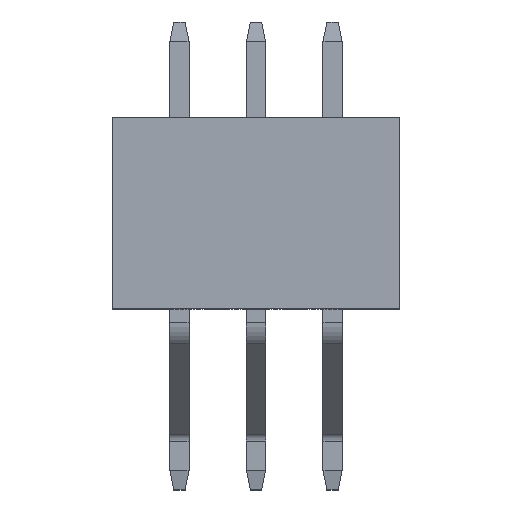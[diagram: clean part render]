
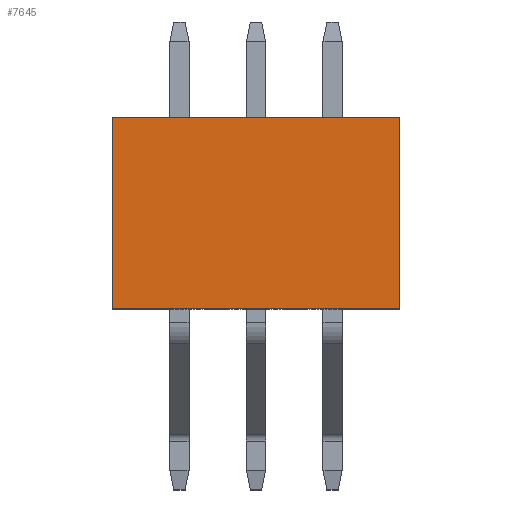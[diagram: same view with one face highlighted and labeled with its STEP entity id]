
A CAD part, top view. The second image highlights one B-rep face of the part: STEP entity #7645.
In plain terms, the highlighted planar face has unit normal (0, 0, 1).
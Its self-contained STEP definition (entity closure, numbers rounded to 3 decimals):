
#1324=ORIENTED_EDGE('',*,*,#2395,.T.);
#1325=ORIENTED_EDGE('',*,*,#2422,.F.);
#1326=ORIENTED_EDGE('',*,*,#2402,.F.);
#1327=ORIENTED_EDGE('',*,*,#2423,.T.);
#2395=EDGE_CURVE('',#2974,#2973,#3598,.T.);
#2402=EDGE_CURVE('',#2977,#2978,#3603,.T.);
#2422=EDGE_CURVE('',#2978,#2973,#3614,.T.);
#2423=EDGE_CURVE('',#2977,#2974,#3615,.T.);
#2973=VERTEX_POINT('',#10748);
#2974=VERTEX_POINT('',#10750);
#2977=VERTEX_POINT('',#10760);
#2978=VERTEX_POINT('',#10762);
#3598=LINE('',#10749,#4282);
#3603=LINE('',#10761,#4287);
#3614=LINE('',#10792,#4298);
#3615=LINE('',#10794,#4299);
#4282=VECTOR('',#9147,1000.);
#4287=VECTOR('',#9158,1000.);
#4298=VECTOR('',#9189,1000.);
#4299=VECTOR('',#9192,1000.);
#4661=EDGE_LOOP('',(#1324,#1325,#1326,#1327));
#4981=FACE_BOUND('',#4661,.T.);
#5270=PLANE('',#8013);
#7645=ADVANCED_FACE('',(#4981),#5270,.F.);
#8013=AXIS2_PLACEMENT_3D('',#10793,#9190,#9191);
#9147=DIRECTION('',(-1.,0.,0.));
#9158=DIRECTION('',(-1.,0.,0.));
#9189=DIRECTION('',(0.,1.,0.));
#9190=DIRECTION('',(0.,0.,-1.));
#9191=DIRECTION('',(-1.,0.,0.));
#9192=DIRECTION('',(0.,1.,0.));
#10748=CARTESIAN_POINT('',(-3.75,2.5,3.5));
#10749=CARTESIAN_POINT('',(3.75,2.5,3.5));
#10750=CARTESIAN_POINT('',(3.75,2.5,3.5));
#10760=CARTESIAN_POINT('',(3.75,-2.5,3.5));
#10761=CARTESIAN_POINT('',(3.75,-2.5,3.5));
#10762=CARTESIAN_POINT('',(-3.75,-2.5,3.5));
#10792=CARTESIAN_POINT('',(-3.75,-2.5,3.5));
#10793=CARTESIAN_POINT('',(3.75,-2.5,3.5));
#10794=CARTESIAN_POINT('',(3.75,-2.5,3.5));
